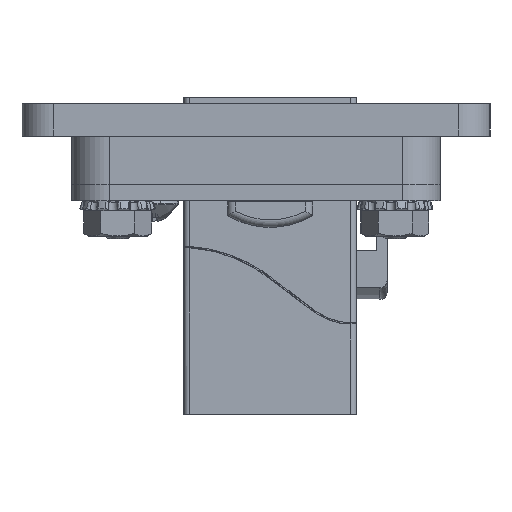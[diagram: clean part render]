
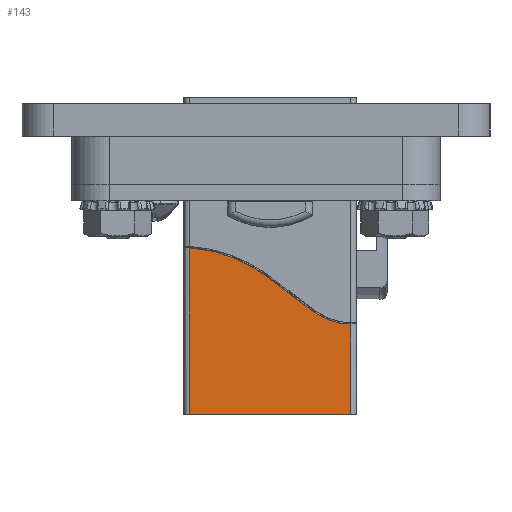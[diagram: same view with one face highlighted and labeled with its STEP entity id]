
A CAD part, left-side view. The second image highlights one B-rep face of the part: STEP entity #143.
In plain terms, the highlighted planar face has unit normal (-1, 0, 0).
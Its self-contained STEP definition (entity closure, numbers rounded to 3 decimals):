
#2 = CARTESIAN_POINT ( 'NONE',  ( -7.35, 8.989, -13.511 ) ) ;
#143 = ADVANCED_FACE ( 'NONE', ( #28412 ), #23123, .F. ) ;
#772 = DIRECTION ( 'NONE',  ( 0., 0., 1. ) ) ;
#1282 = CARTESIAN_POINT ( 'NONE',  ( -7.35, 5.606, 1.641 ) ) ;
#3028 = LINE ( 'NONE', #4006, #19369 ) ;
#3408 = VERTEX_POINT ( 'NONE', #29916 ) ;
#3674 = CARTESIAN_POINT ( 'NONE',  ( -7.35, 1.204, -0.784 ) ) ;
#4006 = CARTESIAN_POINT ( 'NONE',  ( -7.35, 8.989, -4.993 ) ) ;
#4088 = ORIENTED_EDGE ( 'NONE', *, *, #15887, .F. ) ;
#4740 = CARTESIAN_POINT ( 'NONE',  ( -7.35, 9.489, 16.289 ) ) ;
#5562 = VECTOR ( 'NONE', #7701, 1000. ) ;
#6062 = CARTESIAN_POINT ( 'NONE',  ( -7.35, -2.418, -3.725 ) ) ;
#6377 = DIRECTION ( 'NONE',  ( 0., 1., 0. ) ) ;
#6784 = VECTOR ( 'NONE', #18576, 1000. ) ;
#7701 = DIRECTION ( 'NONE',  ( 0., 1., 0. ) ) ;
#7822 = VECTOR ( 'NONE', #772, 1000. ) ;
#8432 = CARTESIAN_POINT ( 'NONE',  ( -7.35, -5.296, -4.956 ) ) ;
#9044 = EDGE_LOOP ( 'NONE', ( #28253, #4088, #21278, #20279, #9873 ) ) ;
#9873 = ORIENTED_EDGE ( 'NONE', *, *, #25307, .F. ) ;
#10819 = CARTESIAN_POINT ( 'NONE',  ( -7.35, -5.927, -4.993 ) ) ;
#11176 = EDGE_CURVE ( 'NONE', #25725, #17325, #3028, .T. ) ;
#13714 = VERTEX_POINT ( 'NONE', #2 ) ;
#13736 = B_SPLINE_CURVE_WITH_KNOTS ( 'NONE', 3,
 ( #22422, #17807, #1282, #17912, #3674, #20260, #6062, #22644, #8432, #25031, #10819 ),
 .UNSPECIFIED., .F., .F.,
 ( 4, 1, 1, 1, 1, 1, 1, 1, 4 ),
 ( 0., 0.004, 0.006, 0.009, 0.011, 0.013, 0.015, 0.017, 0.017 ),
 .UNSPECIFIED. ) ;
#14379 = DIRECTION ( 'NONE',  ( 0., 1., 0. ) ) ;
#15887 = EDGE_CURVE ( 'NONE', #17349, #13714, #26889, .T. ) ;
#17287 = CARTESIAN_POINT ( 'NONE',  ( -7.35, 8.989, 16.289 ) ) ;
#17325 = VERTEX_POINT ( 'NONE', #30326 ) ;
#17349 = VERTEX_POINT ( 'NONE', #28183 ) ;
#17807 = CARTESIAN_POINT ( 'NONE',  ( -7.35, 7.668, 2.087 ) ) ;
#17887 = EDGE_CURVE ( 'NONE', #17349, #25725, #24201, .T. ) ;
#17912 = CARTESIAN_POINT ( 'NONE',  ( -7.35, 3.045, 0.454 ) ) ;
#18039 = EDGE_CURVE ( 'NONE', #13714, #3408, #23597, .T. ) ;
#18576 = DIRECTION ( 'NONE',  ( 0., 0., 1. ) ) ;
#18878 = CARTESIAN_POINT ( 'NONE',  ( -7.35, -6.211, -13.511 ) ) ;
#19369 = VECTOR ( 'NONE', #6377, 1000. ) ;
#20260 = CARTESIAN_POINT ( 'NONE',  ( -7.35, -0.58, -2.214 ) ) ;
#20279 = ORIENTED_EDGE ( 'NONE', *, *, #11176, .T. ) ;
#21227 = DIRECTION ( 'NONE',  ( 1., 0., 0. ) ) ;
#21278 = ORIENTED_EDGE ( 'NONE', *, *, #17887, .T. ) ;
#21420 = AXIS2_PLACEMENT_3D ( 'NONE', #4740, #21227, #14379 ) ;
#22422 = CARTESIAN_POINT ( 'NONE',  ( -7.35, 8.989, 2.171 ) ) ;
#22644 = CARTESIAN_POINT ( 'NONE',  ( -7.35, -4.093, -4.672 ) ) ;
#23123 = PLANE ( 'NONE',  #21420 ) ;
#23597 = LINE ( 'NONE', #17287, #7822 ) ;
#24201 = LINE ( 'NONE', #18878, #6784 ) ;
#24291 = CARTESIAN_POINT ( 'NONE',  ( -7.35, 8.989, -13.511 ) ) ;
#25031 = CARTESIAN_POINT ( 'NONE',  ( -7.35, -5.806, -4.99 ) ) ;
#25307 = EDGE_CURVE ( 'NONE', #3408, #17325, #13736, .T. ) ;
#25725 = VERTEX_POINT ( 'NONE', #27064 ) ;
#26889 = LINE ( 'NONE', #24291, #5562 ) ;
#27064 = CARTESIAN_POINT ( 'NONE',  ( -7.35, -6.211, -4.993 ) ) ;
#28183 = CARTESIAN_POINT ( 'NONE',  ( -7.35, -6.211, -13.511 ) ) ;
#28253 = ORIENTED_EDGE ( 'NONE', *, *, #18039, .F. ) ;
#28412 = FACE_OUTER_BOUND ( 'NONE', #9044, .T. ) ;
#29916 = CARTESIAN_POINT ( 'NONE',  ( -7.35, 8.989, 2.171 ) ) ;
#30326 = CARTESIAN_POINT ( 'NONE',  ( -7.35, -5.927, -4.993 ) ) ;
